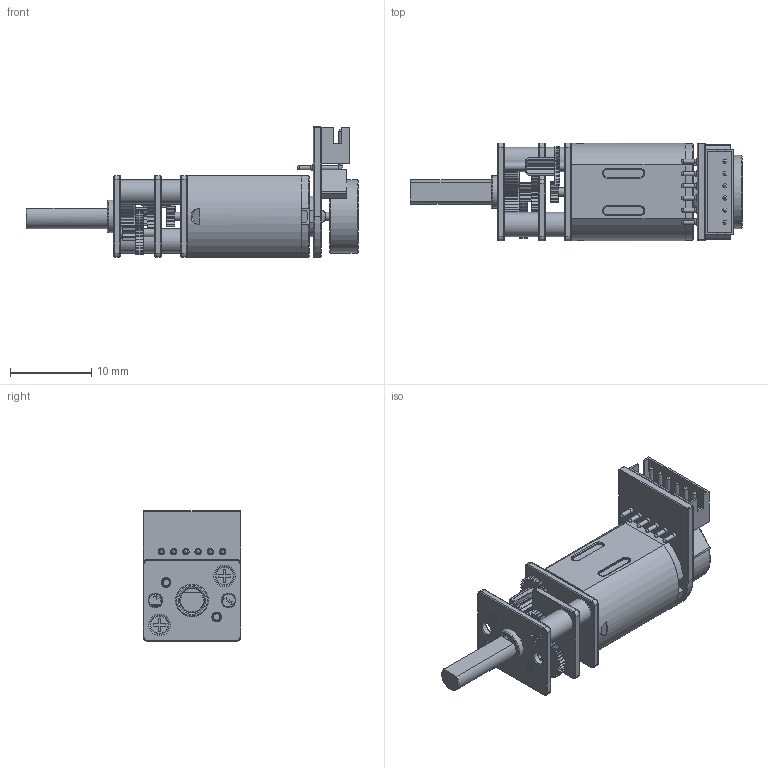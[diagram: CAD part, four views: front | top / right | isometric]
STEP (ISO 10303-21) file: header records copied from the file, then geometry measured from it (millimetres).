
FILE_DESCRIPTION(/* description */ (''),/* implementation_level */ '2;1');
FILE_NAME(/* name */ 'motor.stp',/* time_stamp */ '2020-05-10T01:45:28+03:00',/* author */ ('jamnissa'),/* organization */ (''),/* preprocessor_version */ 'ST-DEVELOPER v18',/* originating_system */ 'Autodesk Inventor 2020',/* authorisation */ '');
FILE_SCHEMA (('AUTOMOTIVE_DESIGN { 1 0 10303 214 3 1 1 }'));
Length unit declared in the file: centimetre
Products named in the file (38): motor; motor_1; motor_1_1; motor_2; motor_3; motor_4; motor_5; motor_6; motor_7; motor_8; motor_9; motor_10; motor_11; motor_12; motor_13; motor_14; motor_15; motor_16; motor_17; motor_18; motor_19; motor_20; motor_21; motor_22; motor_23; motor_24; motor_25; motor_26; motor_27; motor_28; motor_29; motor_30; motor_31; motor_32; motor_33; motor_34; motor_35; motor_36
Assembly tree (37 placements, depth 2):
  motor
    motor_1
    motor_1_1
    motor_2
    motor_3
    motor_4
    motor_5
    motor_6
    motor_7
    motor_8
    motor_9
    motor_10
    motor_11
    motor_12
    motor_13
    motor_14
    motor_15
    motor_16
    motor_17
    motor_18
    motor_19
    motor_20
    motor_21
    motor_22
    motor_23
    motor_24
    motor_25
    motor_26
    motor_27
    motor_28
    motor_29
    motor_30
    motor_31
    motor_32
    motor_33
    motor_34
    motor_35
    motor_36
Bounding box: 40.8 x 12 x 16 mm (x, y, z)
Volume: 2614.4 mm3; surface area: 3844.2 mm2
Topology: 43 solids, 43 shells, 1239 faces, 3407 edges, 2258 vertices
Faces by surface type: plane 865, cylinder 248, torus 86, bspline 26, cone 10, sphere 4
Full cylindrical faces by diameter (mm): 0.5 x12, 0.8 x8, 1 x15, 1.2 x2, 1.4 x8, 1.6 x2, 3 x6, 4 x4, 5 x1, 5.4 x1, 9 x1
Entity records: 41708 total; most frequent: CARTESIAN_POINT 7841, ORIENTED_EDGE 6790, DIRECTION 6770, EDGE_CURVE 3395, LINE 2552, VECTOR 2552, VERTEX_POINT 2258, AXIS2_PLACEMENT_3D 2109
